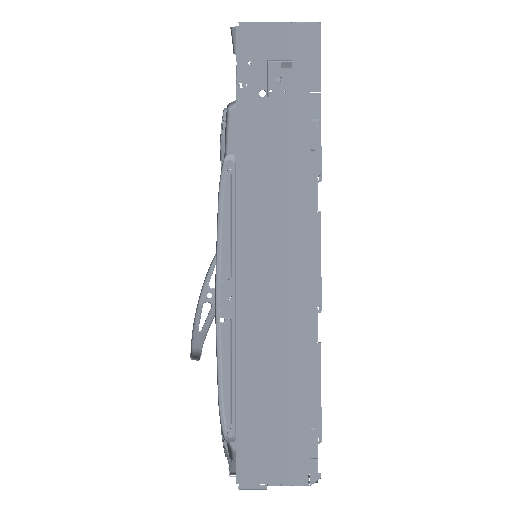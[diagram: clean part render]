
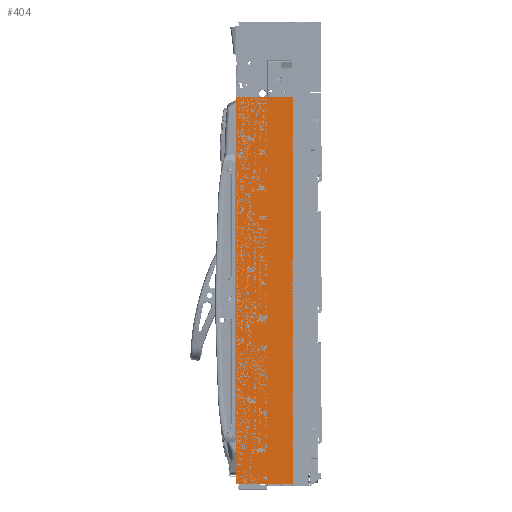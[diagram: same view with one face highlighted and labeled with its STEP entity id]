
A CAD part, left-side view. The second image highlights one B-rep face of the part: STEP entity #404.
In plain terms, the highlighted planar face has unit normal (-1, 0, 0).
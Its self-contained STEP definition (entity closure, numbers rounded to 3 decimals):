
#261=DIRECTION('',(0.,0.,1.));
#262=VECTOR('',#261,547.483);
#263=CARTESIAN_POINT('',(-99.715,623.085,-440.219));
#264=LINE('',#263,#262);
#265=DIRECTION('',(0.,-1.,0.));
#266=VECTOR('',#265,81.026);
#267=CARTESIAN_POINT('',(-99.715,623.085,107.264));
#268=LINE('',#267,#266);
#269=DIRECTION('',(0.,0.,-1.));
#270=VECTOR('',#269,547.483);
#271=CARTESIAN_POINT('',(-99.715,542.059,107.264));
#272=LINE('',#271,#270);
#273=DIRECTION('',(0.,1.,0.));
#274=VECTOR('',#273,81.026);
#275=CARTESIAN_POINT('',(-99.715,542.059,-440.219));
#276=LINE('',#275,#274);
#285=CARTESIAN_POINT('',(-99.715,623.085,-440.219));
#286=CARTESIAN_POINT('',(-99.715,623.085,107.264));
#287=VERTEX_POINT('',#285);
#288=VERTEX_POINT('',#286);
#289=CARTESIAN_POINT('',(-99.715,542.059,107.264));
#290=VERTEX_POINT('',#289);
#291=CARTESIAN_POINT('',(-99.715,542.059,-440.219));
#292=VERTEX_POINT('',#291);
#393=CARTESIAN_POINT('',(-99.715,556.196,218.781));
#394=DIRECTION('',(1.,0.,0.));
#395=DIRECTION('',(0.,0.,-1.));
#396=AXIS2_PLACEMENT_3D('',#393,#394,#395);
#397=PLANE('',#396);
#398=ORIENTED_EDGE('',*,*,#324,.T.);
#399=ORIENTED_EDGE('',*,*,#346,.T.);
#400=ORIENTED_EDGE('',*,*,#367,.T.);
#401=ORIENTED_EDGE('',*,*,#380,.T.);
#402=EDGE_LOOP('',(#398,#399,#400,#401));
#403=FACE_OUTER_BOUND('',#402,.F.);
#324=EDGE_CURVE('',#287,#288,#264,.T.);
#346=EDGE_CURVE('',#288,#290,#268,.T.);
#367=EDGE_CURVE('',#290,#292,#272,.T.);
#380=EDGE_CURVE('',#292,#287,#276,.T.);
#404=ADVANCED_FACE('',(#403),#397,.F.);
